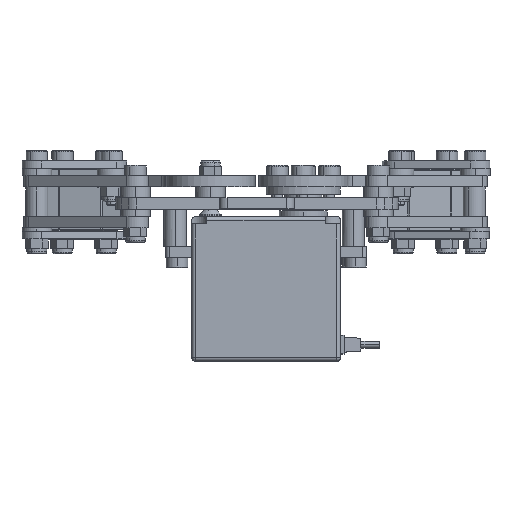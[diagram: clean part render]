
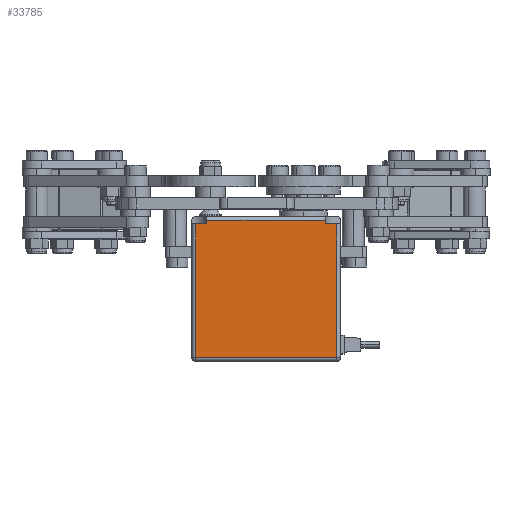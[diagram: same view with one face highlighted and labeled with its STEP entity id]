
A CAD part, top view. The second image highlights one B-rep face of the part: STEP entity #33785.
In plain terms, the highlighted planar face has unit normal (0, 0, 1).
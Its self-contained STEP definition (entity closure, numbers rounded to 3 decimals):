
#33714=CARTESIAN_POINT('',(121.722,-47.164,-18.798));
#33715=DIRECTION('',(-1.,0.,0.));
#33716=DIRECTION('',(0.,0.,-1.));
#33717=AXIS2_PLACEMENT_3D('',#33714,#33716,#33715);
#33718=PLANE('',#33717);
#33719=CARTESIAN_POINT('',(137.722,-29.664,-18.798));
#33720=VERTEX_POINT('',#33719);
#33721=CARTESIAN_POINT('',(140.722,-29.664,-18.798));
#33722=VERTEX_POINT('',#33721);
#33723=CARTESIAN_POINT('',(137.722,-29.664,-18.798));
#33724=DIRECTION('',(1.,0.,0.));
#33725=VECTOR('',#33724,3.);
#33726=LINE('',#33723,#33725);
#33727=EDGE_CURVE('',#33720,#33722,#33726,.T.);
#33728=ORIENTED_EDGE('',*,*,#33727,.T.);
#33729=CARTESIAN_POINT('',(140.722,-65.664,-18.798));
#33730=VERTEX_POINT('',#33729);
#33731=CARTESIAN_POINT('',(140.722,-29.664,-18.798));
#33732=DIRECTION('',(0.,-1.,0.));
#33733=VECTOR('',#33732,36.);
#33734=LINE('',#33731,#33733);
#33735=EDGE_CURVE('',#33722,#33730,#33734,.T.);
#33736=ORIENTED_EDGE('',*,*,#33735,.T.);
#33737=CARTESIAN_POINT('',(102.722,-65.664,-18.798));
#33738=VERTEX_POINT('',#33737);
#33739=CARTESIAN_POINT('',(140.722,-65.664,-18.798));
#33740=DIRECTION('',(-1.,0.,0.));
#33741=VECTOR('',#33740,38.);
#33742=LINE('',#33739,#33741);
#33743=EDGE_CURVE('',#33730,#33738,#33742,.T.);
#33744=ORIENTED_EDGE('',*,*,#33743,.T.);
#33745=CARTESIAN_POINT('',(102.722,-29.664,-18.798));
#33746=VERTEX_POINT('',#33745);
#33747=CARTESIAN_POINT('',(102.722,-65.664,-18.798));
#33748=DIRECTION('',(0.,1.,0.));
#33749=VECTOR('',#33748,36.);
#33750=LINE('',#33747,#33749);
#33751=EDGE_CURVE('',#33738,#33746,#33750,.T.);
#33752=ORIENTED_EDGE('',*,*,#33751,.T.);
#33753=CARTESIAN_POINT('',(105.722,-29.664,-18.798));
#33754=VERTEX_POINT('',#33753);
#33755=CARTESIAN_POINT('',(102.722,-29.664,-18.798));
#33756=DIRECTION('',(1.,0.,0.));
#33757=VECTOR('',#33756,3.);
#33758=LINE('',#33755,#33757);
#33759=EDGE_CURVE('',#33746,#33754,#33758,.T.);
#33760=ORIENTED_EDGE('',*,*,#33759,.T.);
#33761=CARTESIAN_POINT('',(105.722,-28.664,-18.798));
#33762=VERTEX_POINT('',#33761);
#33763=CARTESIAN_POINT('',(105.722,-29.664,-18.798));
#33764=DIRECTION('',(0.,1.,0.));
#33765=VECTOR('',#33764,1.);
#33766=LINE('',#33763,#33765);
#33767=EDGE_CURVE('',#33754,#33762,#33766,.T.);
#33768=ORIENTED_EDGE('',*,*,#33767,.T.);
#33769=CARTESIAN_POINT('',(137.722,-28.664,-18.798));
#33770=VERTEX_POINT('',#33769);
#33771=CARTESIAN_POINT('',(105.722,-28.664,-18.798));
#33772=DIRECTION('',(1.,0.,0.));
#33773=VECTOR('',#33772,32.);
#33774=LINE('',#33771,#33773);
#33775=EDGE_CURVE('',#33762,#33770,#33774,.T.);
#33776=ORIENTED_EDGE('',*,*,#33775,.T.);
#33777=CARTESIAN_POINT('',(137.722,-28.664,-18.798));
#33778=DIRECTION('',(0.,-1.,0.));
#33779=VECTOR('',#33778,1.);
#33780=LINE('',#33777,#33779);
#33781=EDGE_CURVE('',#33770,#33720,#33780,.T.);
#33782=ORIENTED_EDGE('',*,*,#33781,.T.);
#33783=EDGE_LOOP('',(#33728,#33736,#33744,#33752,#33760,#33768,#33776,#33782));
#33784=FACE_OUTER_BOUND('',#33783,.F.);
#33785=ADVANCED_FACE('',(#33784),#33718,.F.);
